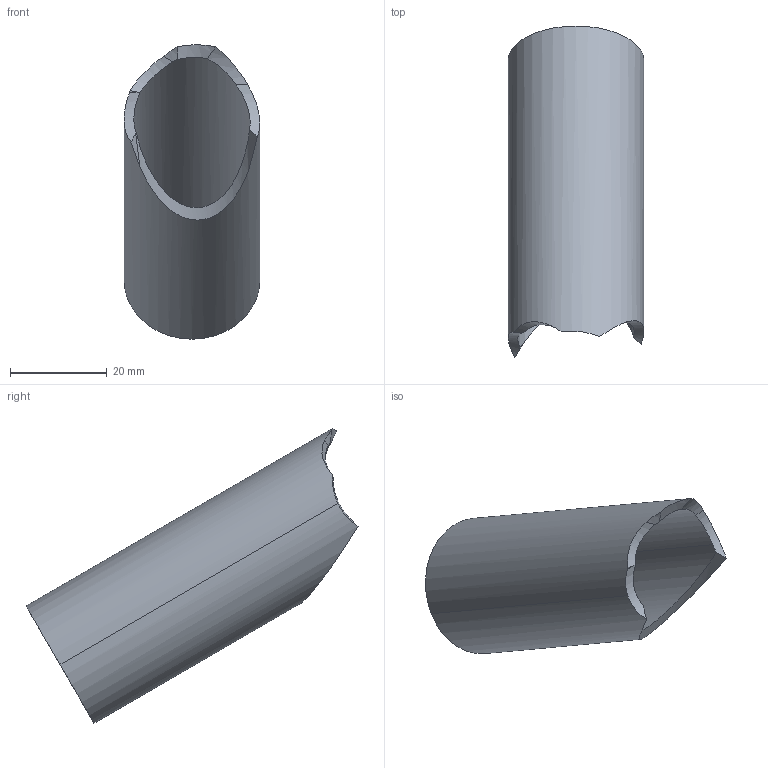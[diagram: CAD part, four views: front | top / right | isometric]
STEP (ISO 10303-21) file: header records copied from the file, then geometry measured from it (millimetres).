
FILE_DESCRIPTION(('CATIA V5 STEP Exchange'),'2;1');
FILE_NAME('j''essaye de réparer\123.stp','2022-01-04T14:21:41+00:00',('none'),('none'),'CATIA Version 5 Release 19 SP 2 (IN-10)','CATIA V5 STEP AP203','none');
FILE_SCHEMA(('CONFIG_CONTROL_DESIGN'));
Length unit declared in the file: millimetre
Products named in the file (1): Shape_233
Bounding box: 28 x 68.52 x 60.76 mm (x, y, z)
Volume: 10335.2 mm3; surface area: 10723.6 mm2
Topology: 1 solids, 1 shells, 14 faces, 39 edges, 26 vertices
Faces by surface type: cylinder 13, plane 1
Entity records: 565 total; most frequent: CARTESIAN_POINT 230, ORIENTED_EDGE 78, EDGE_CURVE 39, DIRECTION 30, B_SPLINE_CURVE_WITH_KNOTS 27, VERTEX_POINT 26, EDGE_LOOP 15, AXIS2_PLACEMENT_3D 14
